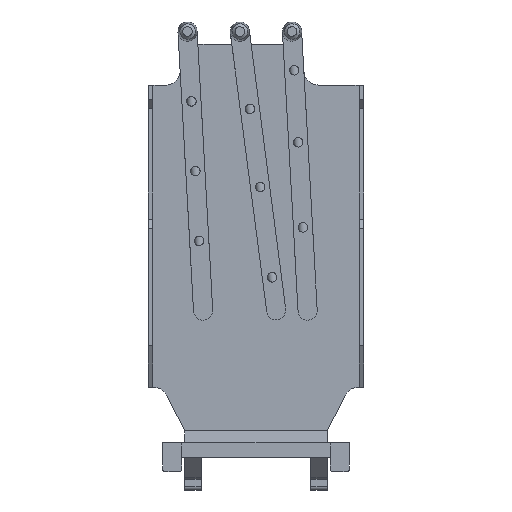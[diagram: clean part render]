
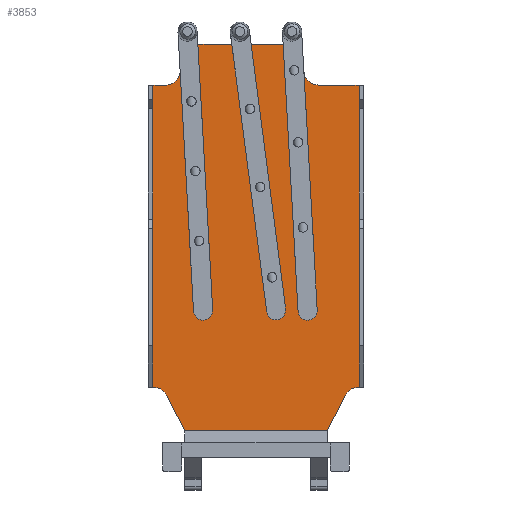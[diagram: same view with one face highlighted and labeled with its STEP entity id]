
A CAD part, top view. The second image highlights one B-rep face of the part: STEP entity #3853.
In plain terms, the highlighted planar face has unit normal (0, 0, 1).
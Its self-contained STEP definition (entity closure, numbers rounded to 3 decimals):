
#2224=CARTESIAN_POINT('',(-14.94,-38.309,-0.25));
#2225=VERTEX_POINT('',#2224);
#2226=CARTESIAN_POINT('',(-15.184,-37.662,-0.25));
#2227=VERTEX_POINT('',#2226);
#2228=CARTESIAN_POINT('',(-17.85,-39.038,-0.25));
#2229=DIRECTION('',(0.0,0.0,1.0));
#2230=DIRECTION('',(0.972,0.236,0.0));
#2231=AXIS2_PLACEMENT_3D('',#2228,#2229,#2230);
#2232=CIRCLE('',#2231,3.);
#2233=EDGE_CURVE('',#2225,#2227,#2232,.T.);
#2308=CARTESIAN_POINT('',(14.94,-38.309,-0.25));
#2309=VERTEX_POINT('',#2308);
#2334=CARTESIAN_POINT('',(15.184,-37.662,-0.25));
#2335=VERTEX_POINT('',#2334);
#2342=CARTESIAN_POINT('',(17.85,-39.038,-0.25));
#2343=DIRECTION('',(0.0,0.0,1.0));
#2344=DIRECTION('',(-0.972,0.236,0.0));
#2345=AXIS2_PLACEMENT_3D('',#2342,#2343,#2344);
#2346=CIRCLE('',#2345,3.);
#2347=EDGE_CURVE('',#2309,#2335,#2346,.F.);
#2366=CARTESIAN_POINT('',(18.662,-30.924,-0.25));
#2367=VERTEX_POINT('',#2366);
#2374=CARTESIAN_POINT('',(18.662,-30.924,-0.25));
#2375=DIRECTION('',(-0.459,-0.889,0.0));
#2376=VECTOR('',#2375,7.582);
#2377=LINE('',#2374,#2376);
#2378=EDGE_CURVE('',#2367,#2335,#2377,.T.);
#2388=CARTESIAN_POINT('',(21.328,-29.3,-0.25));
#2389=VERTEX_POINT('',#2388);
#2390=CARTESIAN_POINT('',(21.328,-32.3,-0.25));
#2391=DIRECTION('',(0.,0.,1.0));
#2392=DIRECTION('',(-0.52,0.854,0.));
#2393=AXIS2_PLACEMENT_3D('',#2390,#2391,#2392);
#2394=CIRCLE('',#2393,3.0);
#2395=EDGE_CURVE('',#2389,#2367,#2394,.T.);
#2421=CARTESIAN_POINT('',(-18.662,-30.924,-0.25));
#2422=VERTEX_POINT('',#2421);
#2423=CARTESIAN_POINT('',(-21.328,-29.3,-0.25));
#2424=VERTEX_POINT('',#2423);
#2425=CARTESIAN_POINT('',(-21.328,-32.3,-0.25));
#2426=DIRECTION('',(0.,0.,1.0));
#2427=DIRECTION('',(0.52,0.854,0.));
#2428=AXIS2_PLACEMENT_3D('',#2425,#2426,#2427);
#2429=CIRCLE('',#2428,3.0);
#2430=EDGE_CURVE('',#2422,#2424,#2429,.T.);
#2464=CARTESIAN_POINT('',(-21.5,-29.3,-0.25));
#2465=VERTEX_POINT('',#2464);
#2466=CARTESIAN_POINT('',(-21.328,-29.3,-0.25));
#2467=DIRECTION('',(-1.0,0.0,0.0));
#2468=VECTOR('',#2467,0.172);
#2469=LINE('',#2466,#2468);
#2470=EDGE_CURVE('',#2424,#2465,#2469,.T.);
#2766=CARTESIAN_POINT('',(-18.833,33.75,-0.25));
#2767=VERTEX_POINT('',#2766);
#2768=CARTESIAN_POINT('',(-15.837,36.917,-0.25));
#2769=VERTEX_POINT('',#2768);
#2770=CARTESIAN_POINT('',(-18.833,36.75,-0.25));
#2771=DIRECTION('',(0.0,0.0,1.0));
#2772=DIRECTION('',(0.727,-0.687,0.0));
#2773=AXIS2_PLACEMENT_3D('',#2770,#2771,#2772);
#2774=CIRCLE('',#2773,3.);
#2775=EDGE_CURVE('',#2767,#2769,#2774,.T.);
#2809=CARTESIAN_POINT('',(-13.027,-13.412,-0.25));
#2810=VERTEX_POINT('',#2809);
#2811=CARTESIAN_POINT('',(-13.027,-13.412,-0.25));
#2812=DIRECTION('',(-0.056,0.998,0.0));
#2813=VECTOR('',#2812,50.407);
#2814=LINE('',#2811,#2813);
#2815=EDGE_CURVE('',#2810,#2769,#2814,.T.);
#2855=CARTESIAN_POINT('',(9.988,36.583,-0.25));
#2856=VERTEX_POINT('',#2855);
#2857=CARTESIAN_POINT('',(12.983,33.75,-0.25));
#2858=VERTEX_POINT('',#2857);
#2859=CARTESIAN_POINT('',(12.983,36.75,-0.25));
#2860=DIRECTION('',(0.0,0.0,1.0));
#2861=DIRECTION('',(-0.687,-0.727,0.0));
#2862=AXIS2_PLACEMENT_3D('',#2859,#2860,#2861);
#2863=CIRCLE('',#2862,3.0);
#2864=EDGE_CURVE('',#2856,#2858,#2863,.T.);
#2898=CARTESIAN_POINT('',(21.5,33.75,-0.25));
#2899=VERTEX_POINT('',#2898);
#2900=CARTESIAN_POINT('',(12.983,33.75,-0.25));
#2901=DIRECTION('',(1.0,0.0,0.0));
#2902=VECTOR('',#2901,8.517);
#2903=LINE('',#2900,#2902);
#2904=EDGE_CURVE('',#2858,#2899,#2903,.T.);
#3124=CARTESIAN_POINT('',(-12.129,42.25,-0.25));
#3125=VERTEX_POINT('',#3124);
#3126=CARTESIAN_POINT('',(-5.051,42.25,-0.25));
#3127=VERTEX_POINT('',#3126);
#3128=CARTESIAN_POINT('',(-12.129,42.25,-0.25));
#3129=DIRECTION('',(1.0,0.0,0.0));
#3130=VECTOR('',#3129,7.078);
#3131=LINE('',#3128,#3130);
#3132=EDGE_CURVE('',#3125,#3127,#3131,.T.);
#3164=CARTESIAN_POINT('',(-1.017,42.25,-0.25));
#3165=VERTEX_POINT('',#3164);
#3166=CARTESIAN_POINT('',(5.665,42.25,-0.25));
#3167=VERTEX_POINT('',#3166);
#3168=CARTESIAN_POINT('',(-1.017,42.25,-0.25));
#3169=DIRECTION('',(1.0,0.0,0.0));
#3170=VECTOR('',#3169,6.682);
#3171=LINE('',#3168,#3170);
#3172=EDGE_CURVE('',#3165,#3167,#3171,.T.);
#3205=CARTESIAN_POINT('',(2.236,-13.552,-0.25));
#3206=VERTEX_POINT('',#3205);
#3207=CARTESIAN_POINT('',(2.236,-13.552,-0.25));
#3208=DIRECTION('',(-0.129,0.992,0.0));
#3209=VECTOR('',#3208,56.276);
#3210=LINE('',#3207,#3209);
#3211=EDGE_CURVE('',#3206,#3127,#3210,.T.);
#3251=CARTESIAN_POINT('',(6.099,-12.248,-0.25));
#3252=VERTEX_POINT('',#3251);
#3253=CARTESIAN_POINT('',(6.099,-12.248,-0.25));
#3254=DIRECTION('',(-0.129,0.992,0.0));
#3255=VECTOR('',#3254,54.96);
#3256=LINE('',#3253,#3255);
#3257=EDGE_CURVE('',#3252,#3165,#3256,.T.);
#3299=CARTESIAN_POINT('',(8.773,-13.412,-0.25));
#3300=VERTEX_POINT('',#3299);
#3301=CARTESIAN_POINT('',(8.773,-13.412,-0.25));
#3302=DIRECTION('',(-0.056,0.998,0.0));
#3303=VECTOR('',#3302,55.748);
#3304=LINE('',#3301,#3303);
#3305=EDGE_CURVE('',#3300,#3167,#3304,.T.);
#3480=CARTESIAN_POINT('',(-14.94,-38.309,-0.25));
#3481=DIRECTION('',(1.0,0.0,0.0));
#3482=VECTOR('',#3481,29.88);
#3483=LINE('',#3480,#3482);
#3484=EDGE_CURVE('',#2225,#2309,#3483,.T.);
#3614=CARTESIAN_POINT('',(-15.184,-37.662,-0.25));
#3615=DIRECTION('',(-0.459,0.889,0.0));
#3616=VECTOR('',#3615,7.582);
#3617=LINE('',#3614,#3616);
#3618=EDGE_CURVE('',#2227,#2422,#3617,.T.);
#3635=CARTESIAN_POINT('',(12.767,-13.188,-0.25));
#3636=VERTEX_POINT('',#3635);
#3637=CARTESIAN_POINT('',(10.77,-13.3,-0.25));
#3638=DIRECTION('',(0.0,0.0,-1.0));
#3639=DIRECTION('',(0.998,0.056,0.0));
#3640=AXIS2_PLACEMENT_3D('',#3637,#3638,#3639);
#3641=CIRCLE('',#3640,2.);
#3642=EDGE_CURVE('',#3636,#3300,#3641,.T.);
#3668=CARTESIAN_POINT('',(6.116,-12.5,-0.25));
#3669=VERTEX_POINT('',#3668);
#3670=CARTESIAN_POINT('',(4.167,-12.5,-0.25));
#3671=DIRECTION('',(0.0,0.0,-1.0));
#3672=DIRECTION('',(-1.0,0.0,0.0));
#3673=AXIS2_PLACEMENT_3D('',#3670,#3671,#3672);
#3674=CIRCLE('',#3673,1.948);
#3675=EDGE_CURVE('',#3252,#3669,#3674,.T.);
#3701=CARTESIAN_POINT('',(6.116,-13.3,-0.25));
#3702=VERTEX_POINT('',#3701);
#3703=CARTESIAN_POINT('',(6.116,-12.5,-0.25));
#3704=DIRECTION('',(0.0,-1.0,0.0));
#3705=VECTOR('',#3704,0.8);
#3706=LINE('',#3703,#3705);
#3707=EDGE_CURVE('',#3669,#3702,#3706,.T.);
#3732=CARTESIAN_POINT('',(4.167,-13.3,-0.25));
#3733=DIRECTION('',(0.0,0.0,-1.0));
#3734=DIRECTION('',(0.992,0.129,0.0));
#3735=AXIS2_PLACEMENT_3D('',#3732,#3733,#3734);
#3736=CIRCLE('',#3735,1.948);
#3737=EDGE_CURVE('',#3702,#3206,#3736,.T.);
#3756=CARTESIAN_POINT('',(-9.033,-13.188,-0.25));
#3757=VERTEX_POINT('',#3756);
#3758=CARTESIAN_POINT('',(-11.03,-13.3,-0.25));
#3759=DIRECTION('',(0.0,0.0,-1.0));
#3760=DIRECTION('',(0.998,0.056,0.0));
#3761=AXIS2_PLACEMENT_3D('',#3758,#3759,#3760);
#3762=CIRCLE('',#3761,2.);
#3763=EDGE_CURVE('',#3757,#2810,#3762,.T.);
#3784=CARTESIAN_POINT('',(-0.218,5.364,-0.25));
#3785=DIRECTION('',(0.0,0.0,1.0));
#3786=DIRECTION('',(1.0,0.0,0.0));
#3787=AXIS2_PLACEMENT_3D('',#3784,#3785,#3786);
#3788=PLANE('',#3787);
#3789=CARTESIAN_POINT('',(-21.5,33.75,-0.25));
#3790=VERTEX_POINT('',#3789);
#3791=CARTESIAN_POINT('',(-21.5,33.75,-0.25));
#3792=DIRECTION('',(1.0,0.0,0.0));
#3793=VECTOR('',#3792,2.667);
#3794=LINE('',#3791,#3793);
#3795=EDGE_CURVE('',#3790,#2767,#3794,.T.);
#3796=ORIENTED_EDGE('',*,*,#3795,.F.);
#3797=CARTESIAN_POINT('',(-21.5,33.75,-0.25));
#3798=DIRECTION('',(0.0,-1.0,0.0));
#3799=VECTOR('',#3798,63.05);
#3800=LINE('',#3797,#3799);
#3801=EDGE_CURVE('',#3790,#2465,#3800,.T.);
#3802=ORIENTED_EDGE('',*,*,#3801,.T.);
#3803=ORIENTED_EDGE('',*,*,#2470,.F.);
#3804=ORIENTED_EDGE('',*,*,#2430,.F.);
#3805=ORIENTED_EDGE('',*,*,#3618,.F.);
#3806=ORIENTED_EDGE('',*,*,#2233,.F.);
#3807=ORIENTED_EDGE('',*,*,#3484,.T.);
#3808=ORIENTED_EDGE('',*,*,#2347,.T.);
#3809=ORIENTED_EDGE('',*,*,#2378,.F.);
#3810=ORIENTED_EDGE('',*,*,#2395,.F.);
#3811=CARTESIAN_POINT('',(21.5,-29.3,-0.25));
#3812=VERTEX_POINT('',#3811);
#3813=CARTESIAN_POINT('',(21.5,-29.3,-0.25));
#3814=DIRECTION('',(-1.0,0.0,0.0));
#3815=VECTOR('',#3814,0.172);
#3816=LINE('',#3813,#3815);
#3817=EDGE_CURVE('',#3812,#2389,#3816,.T.);
#3818=ORIENTED_EDGE('',*,*,#3817,.F.);
#3819=CARTESIAN_POINT('',(21.5,-29.3,-0.25));
#3820=DIRECTION('',(0.0,1.0,0.0));
#3821=VECTOR('',#3820,63.05);
#3822=LINE('',#3819,#3821);
#3823=EDGE_CURVE('',#3812,#2899,#3822,.T.);
#3824=ORIENTED_EDGE('',*,*,#3823,.T.);
#3825=ORIENTED_EDGE('',*,*,#2904,.F.);
#3826=ORIENTED_EDGE('',*,*,#2864,.F.);
#3827=CARTESIAN_POINT('',(12.767,-13.188,-0.25));
#3828=DIRECTION('',(-0.056,0.998,0.0));
#3829=VECTOR('',#3828,49.849);
#3830=LINE('',#3827,#3829);
#3831=EDGE_CURVE('',#3636,#2856,#3830,.T.);
#3832=ORIENTED_EDGE('',*,*,#3831,.F.);
#3833=ORIENTED_EDGE('',*,*,#3642,.T.);
#3834=ORIENTED_EDGE('',*,*,#3305,.T.);
#3835=ORIENTED_EDGE('',*,*,#3172,.F.);
#3836=ORIENTED_EDGE('',*,*,#3257,.F.);
#3837=ORIENTED_EDGE('',*,*,#3675,.T.);
#3838=ORIENTED_EDGE('',*,*,#3707,.T.);
#3839=ORIENTED_EDGE('',*,*,#3737,.T.);
#3840=ORIENTED_EDGE('',*,*,#3211,.T.);
#3841=ORIENTED_EDGE('',*,*,#3132,.F.);
#3842=CARTESIAN_POINT('',(-9.033,-13.188,-0.25));
#3843=DIRECTION('',(-0.056,0.998,0.0));
#3844=VECTOR('',#3843,55.525);
#3845=LINE('',#3842,#3844);
#3846=EDGE_CURVE('',#3757,#3125,#3845,.T.);
#3847=ORIENTED_EDGE('',*,*,#3846,.F.);
#3848=ORIENTED_EDGE('',*,*,#3763,.T.);
#3849=ORIENTED_EDGE('',*,*,#2815,.T.);
#3850=ORIENTED_EDGE('',*,*,#2775,.F.);
#3851=EDGE_LOOP('',(#3796,#3802,#3803,#3804,#3805,#3806,#3807,#3808,#3809,#3810,#3818,#3824,#3825,#3826,#3832,#3833,#3834,#3835,#3836,#3837,#3838,#3839,#3840,#3841,#3847,#3848,#3849,#3850));
#3852=FACE_OUTER_BOUND('',#3851,.T.);
#3853=ADVANCED_FACE('',(#3852),#3788,.T.);
